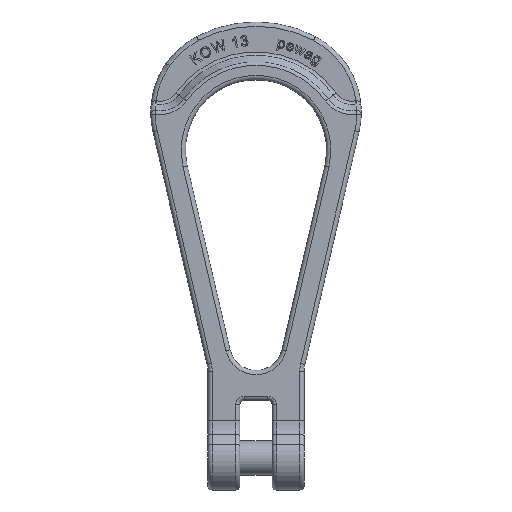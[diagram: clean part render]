
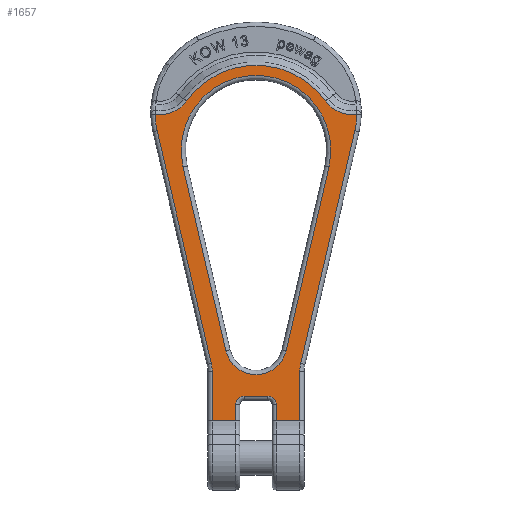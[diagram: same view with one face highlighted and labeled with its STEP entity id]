
A CAD part, top view. The second image highlights one B-rep face of the part: STEP entity #1657.
In plain terms, the highlighted planar face has unit normal (0, 0, 1).
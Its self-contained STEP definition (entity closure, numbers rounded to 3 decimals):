
#244=LINE('',#7386,#542);
#245=LINE('',#7390,#543);
#246=LINE('',#7392,#544);
#247=LINE('',#7394,#545);
#248=LINE('',#7398,#546);
#249=LINE('',#7402,#547);
#250=LINE('',#7404,#548);
#251=LINE('',#7406,#549);
#252=LINE('',#7410,#550);
#253=LINE('',#7411,#551);
#254=LINE('',#7416,#552);
#542=VECTOR('',#5731,1.);
#543=VECTOR('',#5734,1.);
#544=VECTOR('',#5735,1.);
#545=VECTOR('',#5736,1.);
#546=VECTOR('',#5739,1.);
#547=VECTOR('',#5742,1.);
#548=VECTOR('',#5743,1.);
#549=VECTOR('',#5744,1.);
#550=VECTOR('',#5747,1.);
#551=VECTOR('',#5748,1.);
#552=VECTOR('',#5751,1.);
#1265=PLANE('',#5284);
#1359=FACE_OUTER_BOUND('',#2039,.T.);
#1657=ADVANCED_FACE('',(#1359,#2009),#1265,.F.);
#2009=FACE_BOUND('',#2040,.T.);
#2039=EDGE_LOOP('',(#2487,#2488,#2489,#2490,#2491,#2492,#2493,#2494,#2495,
#2496,#2497,#2498,#2499,#2500,#2501,#2502,#2503,#2504));
#2040=EDGE_LOOP('',(#2505,#2506,#2507,#2508));
#2487=ORIENTED_EDGE('',*,*,#4463,.T.);
#2488=ORIENTED_EDGE('',*,*,#4464,.T.);
#2489=ORIENTED_EDGE('',*,*,#4465,.T.);
#2490=ORIENTED_EDGE('',*,*,#4466,.T.);
#2491=ORIENTED_EDGE('',*,*,#4467,.T.);
#2492=ORIENTED_EDGE('',*,*,#4468,.T.);
#2493=ORIENTED_EDGE('',*,*,#4469,.T.);
#2494=ORIENTED_EDGE('',*,*,#4470,.T.);
#2495=ORIENTED_EDGE('',*,*,#4471,.T.);
#2496=ORIENTED_EDGE('',*,*,#4472,.T.);
#2497=ORIENTED_EDGE('',*,*,#4473,.F.);
#2498=ORIENTED_EDGE('',*,*,#4474,.T.);
#2499=ORIENTED_EDGE('',*,*,#4475,.F.);
#2500=ORIENTED_EDGE('',*,*,#4476,.T.);
#2501=ORIENTED_EDGE('',*,*,#4477,.T.);
#2502=ORIENTED_EDGE('',*,*,#4478,.T.);
#2503=ORIENTED_EDGE('',*,*,#4479,.T.);
#2504=ORIENTED_EDGE('',*,*,#4480,.T.);
#2505=ORIENTED_EDGE('',*,*,#4481,.T.);
#2506=ORIENTED_EDGE('',*,*,#4482,.T.);
#2507=ORIENTED_EDGE('',*,*,#4483,.T.);
#2508=ORIENTED_EDGE('',*,*,#4484,.T.);
#3989=VERTEX_POINT('',#7376);
#3990=VERTEX_POINT('',#7377);
#3991=VERTEX_POINT('',#7379);
#3992=VERTEX_POINT('',#7381);
#3993=VERTEX_POINT('',#7383);
#3994=VERTEX_POINT('',#7385);
#3995=VERTEX_POINT('',#7387);
#3996=VERTEX_POINT('',#7389);
#3997=VERTEX_POINT('',#7391);
#3998=VERTEX_POINT('',#7393);
#3999=VERTEX_POINT('',#7395);
#4000=VERTEX_POINT('',#7397);
#4001=VERTEX_POINT('',#7399);
#4002=VERTEX_POINT('',#7401);
#4003=VERTEX_POINT('',#7403);
#4004=VERTEX_POINT('',#7405);
#4005=VERTEX_POINT('',#7407);
#4006=VERTEX_POINT('',#7409);
#4007=VERTEX_POINT('',#7412);
#4008=VERTEX_POINT('',#7413);
#4009=VERTEX_POINT('',#7415);
#4010=VERTEX_POINT('',#7417);
#4463=EDGE_CURVE('',#3989,#3990,#5086,.T.);
#4464=EDGE_CURVE('',#3990,#3991,#5087,.T.);
#4465=EDGE_CURVE('',#3991,#3992,#5088,.T.);
#4466=EDGE_CURVE('',#3992,#3993,#5089,.T.);
#4467=EDGE_CURVE('',#3993,#3994,#5090,.T.);
#4468=EDGE_CURVE('',#3994,#3995,#244,.T.);
#4469=EDGE_CURVE('',#3995,#3996,#5091,.T.);
#4470=EDGE_CURVE('',#3996,#3997,#245,.T.);
#4471=EDGE_CURVE('',#3997,#3998,#246,.T.);
#4472=EDGE_CURVE('',#3998,#3999,#247,.T.);
#4473=EDGE_CURVE('',#4000,#3999,#5092,.T.);
#4474=EDGE_CURVE('',#4000,#4001,#248,.T.);
#4475=EDGE_CURVE('',#4002,#4001,#5093,.T.);
#4476=EDGE_CURVE('',#4002,#4003,#249,.T.);
#4477=EDGE_CURVE('',#4003,#4004,#250,.T.);
#4478=EDGE_CURVE('',#4004,#4005,#251,.T.);
#4479=EDGE_CURVE('',#4005,#4006,#5094,.T.);
#4480=EDGE_CURVE('',#4006,#3989,#252,.T.);
#4481=EDGE_CURVE('',#4007,#4008,#253,.T.);
#4482=EDGE_CURVE('',#4008,#4009,#5095,.T.);
#4483=EDGE_CURVE('',#4009,#4010,#254,.T.);
#4484=EDGE_CURVE('',#4010,#4007,#5096,.T.);
#5086=CIRCLE('',#5273,38.);
#5087=CIRCLE('',#5274,15.242);
#5088=CIRCLE('',#5275,39.758);
#5089=CIRCLE('',#5276,15.242);
#5090=CIRCLE('',#5277,38.);
#5091=CIRCLE('',#5278,17.);
#5092=CIRCLE('',#5279,4.);
#5093=CIRCLE('',#5280,4.);
#5094=CIRCLE('',#5281,17.);
#5095=CIRCLE('',#5282,35.);
#5096=CIRCLE('',#5283,14.5);
#5273=AXIS2_PLACEMENT_3D('',#7375,#5721,#5722);
#5274=AXIS2_PLACEMENT_3D('',#7378,#5723,#5724);
#5275=AXIS2_PLACEMENT_3D('',#7380,#5725,#5726);
#5276=AXIS2_PLACEMENT_3D('',#7382,#5727,#5728);
#5277=AXIS2_PLACEMENT_3D('',#7384,#5729,#5730);
#5278=AXIS2_PLACEMENT_3D('',#7388,#5732,#5733);
#5279=AXIS2_PLACEMENT_3D('',#7396,#5737,#5738);
#5280=AXIS2_PLACEMENT_3D('',#7400,#5740,#5741);
#5281=AXIS2_PLACEMENT_3D('',#7408,#5745,#5746);
#5282=AXIS2_PLACEMENT_3D('',#7414,#5749,#5750);
#5283=AXIS2_PLACEMENT_3D('',#7418,#5752,#5753);
#5284=AXIS2_PLACEMENT_3D('',#7419,#5754,#5755);
#5721=DIRECTION('',(0.,0.,1.));
#5722=DIRECTION('',(-1.,0.,0.));
#5723=DIRECTION('',(0.,0.,-1.));
#5724=DIRECTION('',(-1.,0.,0.));
#5725=DIRECTION('',(0.,0.,1.));
#5726=DIRECTION('',(-1.,0.,0.));
#5727=DIRECTION('',(0.,0.,-1.));
#5728=DIRECTION('',(-1.,0.,0.));
#5729=DIRECTION('',(0.,0.,1.));
#5730=DIRECTION('',(-1.,0.,0.));
#5731=DIRECTION('',(0.227,-0.974,0.));
#5732=DIRECTION('',(0.,0.,-1.));
#5733=DIRECTION('',(-1.,0.,0.));
#5734=DIRECTION('',(0.,-1.,0.));
#5735=DIRECTION('',(1.,0.,0.));
#5736=DIRECTION('',(0.,1.,0.));
#5737=DIRECTION('',(0.,0.,1.));
#5738=DIRECTION('',(-1.,0.,0.));
#5739=DIRECTION('',(1.,0.,0.));
#5740=DIRECTION('',(0.,0.,1.));
#5741=DIRECTION('',(-1.,0.,0.));
#5742=DIRECTION('',(0.,-1.,0.));
#5743=DIRECTION('',(1.,0.,0.));
#5744=DIRECTION('',(0.,1.,0.));
#5745=DIRECTION('',(0.,0.,-1.));
#5746=DIRECTION('',(-1.,0.,0.));
#5747=DIRECTION('',(0.227,0.974,0.));
#5748=DIRECTION('',(-0.227,0.974,0.));
#5749=DIRECTION('',(0.,0.,-1.));
#5750=DIRECTION('',(-1.,0.,0.));
#5751=DIRECTION('',(-0.227,-0.974,0.));
#5752=DIRECTION('',(0.,0.,-1.));
#5753=DIRECTION('',(-1.,0.,0.));
#5754=DIRECTION('',(0.,0.,-1.));
#5755=DIRECTION('',(-1.,0.,0.));
#7375=CARTESIAN_POINT('',(9.257,120.729,10.));
#7376=CARTESIAN_POINT('',(46.269,112.121,10.));
#7377=CARTESIAN_POINT('',(47.247,119.877,10.));
#7378=CARTESIAN_POINT('',(44.79,134.92,10.));
#7379=CARTESIAN_POINT('',(32.377,126.074,10.));
#7380=CARTESIAN_POINT('',(0.,103.,10.));
#7381=CARTESIAN_POINT('',(-32.377,126.074,10.));
#7382=CARTESIAN_POINT('',(-44.79,134.92,10.));
#7383=CARTESIAN_POINT('',(-47.247,119.877,10.));
#7384=CARTESIAN_POINT('',(-9.257,120.729,10.));
#7385=CARTESIAN_POINT('',(-46.269,112.121,10.));
#7386=CARTESIAN_POINT('',(-20.942,3.218,10.));
#7387=CARTESIAN_POINT('',(-20.942,3.218,10.));
#7388=CARTESIAN_POINT('',(-37.5,-0.632,10.));
#7389=CARTESIAN_POINT('',(-20.5,-0.632,10.));
#7390=CARTESIAN_POINT('',(-20.5,-23.627,10.));
#7391=CARTESIAN_POINT('',(-20.5,-23.627,10.));
#7392=CARTESIAN_POINT('',(-7.5,-23.627,10.));
#7393=CARTESIAN_POINT('',(-9.5,-23.627,10.));
#7394=CARTESIAN_POINT('',(-9.5,-14.,10.));
#7395=CARTESIAN_POINT('',(-9.5,-16.,10.));
#7396=CARTESIAN_POINT('',(-5.5,-16.,10.));
#7397=CARTESIAN_POINT('',(-5.5,-12.,10.));
#7398=CARTESIAN_POINT('',(7.5,-12.,10.));
#7399=CARTESIAN_POINT('',(5.5,-12.,10.));
#7400=CARTESIAN_POINT('',(5.5,-16.,10.));
#7401=CARTESIAN_POINT('',(9.5,-16.,10.));
#7402=CARTESIAN_POINT('',(9.5,-23.627,10.));
#7403=CARTESIAN_POINT('',(9.5,-23.627,10.));
#7404=CARTESIAN_POINT('',(22.5,-23.627,10.));
#7405=CARTESIAN_POINT('',(20.5,-23.627,10.));
#7406=CARTESIAN_POINT('',(20.5,-0.632,10.));
#7407=CARTESIAN_POINT('',(20.5,-0.632,10.));
#7408=CARTESIAN_POINT('',(37.5,-0.632,10.));
#7409=CARTESIAN_POINT('',(20.942,3.218,10.));
#7410=CARTESIAN_POINT('',(46.269,112.121,10.));
#7411=CARTESIAN_POINT('',(-38.477,113.933,10.));
#7412=CARTESIAN_POINT('',(-14.123,9.215,10.));
#7413=CARTESIAN_POINT('',(-34.09,95.072,10.));
#7414=CARTESIAN_POINT('',(0.,103.,10.));
#7415=CARTESIAN_POINT('',(34.09,95.072,10.));
#7416=CARTESIAN_POINT('',(37.527,109.849,10.));
#7417=CARTESIAN_POINT('',(14.123,9.215,10.));
#7418=CARTESIAN_POINT('',(0.,12.5,10.));
#7419=CARTESIAN_POINT('',(-9.257,120.729,10.));
